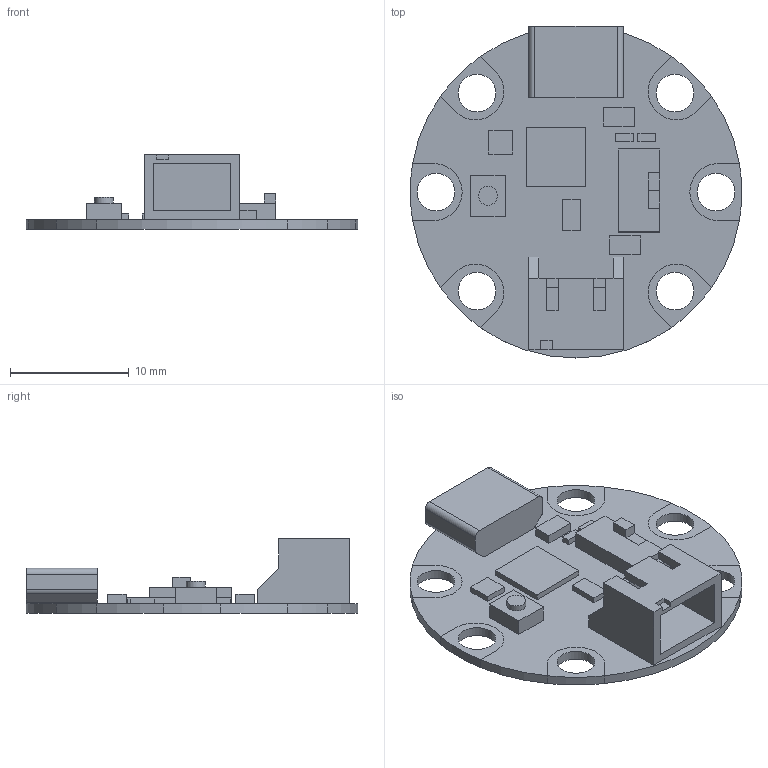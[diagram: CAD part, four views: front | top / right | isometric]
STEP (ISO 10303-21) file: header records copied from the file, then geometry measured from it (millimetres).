
FILE_DESCRIPTION(/* description */ (''),/* implementation_level */ '2;1');
FILE_NAME(/* name */ '3501 GEMMA M0.step',/* time_stamp */ '2018-07-07T15:52:49-04:00',/* author */ ('Adafruit'),/* organization */ (''),/* preprocessor_version */ 'ST-DEVELOPER v17',/* originating_system */ 'Autodesk Translation Framework v7.1.0.215',/* authorisation */ '');
FILE_SCHEMA (('AUTOMOTIVE_DESIGN { 1 0 10303 214 3 1 1 }'));
Length unit declared in the file: millimetre
Products named in the file (1): GEMMA M0
Bounding box: 27.95 x 28 x 6.3 mm (x, y, z)
Volume: 710.8 mm3; surface area: 2267.2 mm2
Topology: 20 solids, 20 shells, 193 faces, 461 edges, 306 vertices
Faces by surface type: plane 150, cylinder 43
Full cylindrical faces by diameter (mm): 1.6 x1, 3.18 x6
Entity records: 5616 total; most frequent: CARTESIAN_POINT 961, DIRECTION 935, ORIENTED_EDGE 922, EDGE_CURVE 461, LINE 375, VECTOR 375, VERTEX_POINT 306, AXIS2_PLACEMENT_3D 280
